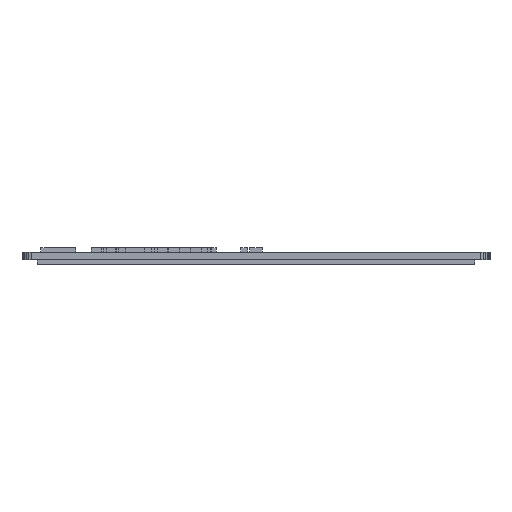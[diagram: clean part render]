
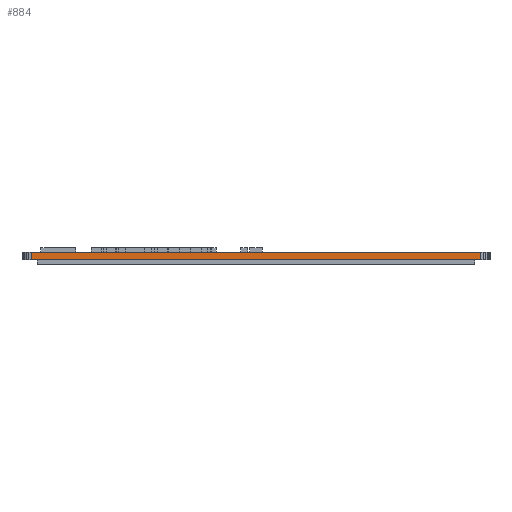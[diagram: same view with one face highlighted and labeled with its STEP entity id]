
A CAD part, left-side view. The second image highlights one B-rep face of the part: STEP entity #884.
In plain terms, the highlighted planar face has unit normal (-1, 0, 0).
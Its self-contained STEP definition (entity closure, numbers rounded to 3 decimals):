
#363 = PLANE('',#364);
#364 = AXIS2_PLACEMENT_3D('',#365,#366,#367);
#365 = CARTESIAN_POINT('',(80.,100.,1.6));
#366 = DIRECTION('',(0.,0.,-1.));
#367 = DIRECTION('',(-1.,0.,0.));
#417 = PLANE('',#418);
#418 = AXIS2_PLACEMENT_3D('',#419,#420,#421);
#419 = CARTESIAN_POINT('',(80.,100.,0.));
#420 = DIRECTION('',(0.,0.,-1.));
#421 = DIRECTION('',(-1.,0.,0.));
#776 = PLANE('',#777);
#777 = AXIS2_PLACEMENT_3D('',#778,#779,#780);
#778 = CARTESIAN_POINT('',(0.068,98.518,0.));
#779 = DIRECTION('',(0.991,-0.131,0.));
#780 = DIRECTION('',(-0.131,-0.991,0.));
#814 = VERTEX_POINT('',#815);
#815 = CARTESIAN_POINT('',(0.,98.,1.6));
#836 = EDGE_CURVE('',#837,#814,#839,.T.);
#837 = VERTEX_POINT('',#838);
#838 = CARTESIAN_POINT('',(0.,98.,0.));
#839 = SURFACE_CURVE('',#840,(#844,#851),.PCURVE_S1.);
#840 = LINE('',#841,#842);
#841 = CARTESIAN_POINT('',(0.,98.,0.));
#842 = VECTOR('',#843,1.);
#843 = DIRECTION('',(0.,0.,1.));
#844 = PCURVE('',#776,#845);
#845 = DEFINITIONAL_REPRESENTATION('',(#846),#850);
#846 = LINE('',#847,#848);
#847 = CARTESIAN_POINT('',(0.522,0.));
#848 = VECTOR('',#849,1.);
#849 = DIRECTION('',(0.,-1.));
#850 = ( GEOMETRIC_REPRESENTATION_CONTEXT(2) 
PARAMETRIC_REPRESENTATION_CONTEXT() REPRESENTATION_CONTEXT('2D SPACE',''
  ) );
#851 = PCURVE('',#852,#857);
#852 = PLANE('',#853);
#853 = AXIS2_PLACEMENT_3D('',#854,#855,#856);
#854 = CARTESIAN_POINT('',(0.,98.,0.));
#855 = DIRECTION('',(1.,0.,0.));
#856 = DIRECTION('',(0.,-1.,0.));
#857 = DEFINITIONAL_REPRESENTATION('',(#858),#862);
#858 = LINE('',#859,#860);
#859 = CARTESIAN_POINT('',(0.,0.));
#860 = VECTOR('',#861,1.);
#861 = DIRECTION('',(0.,-1.));
#862 = ( GEOMETRIC_REPRESENTATION_CONTEXT(2) 
PARAMETRIC_REPRESENTATION_CONTEXT() REPRESENTATION_CONTEXT('2D SPACE',''
  ) );
#884 = ADVANCED_FACE('',(#885),#852,.F.);
#885 = FACE_BOUND('',#886,.F.);
#886 = EDGE_LOOP('',(#887,#888,#911,#939));
#887 = ORIENTED_EDGE('',*,*,#836,.T.);
#888 = ORIENTED_EDGE('',*,*,#889,.T.);
#889 = EDGE_CURVE('',#814,#890,#892,.T.);
#890 = VERTEX_POINT('',#891);
#891 = CARTESIAN_POINT('',(0.,2.,1.6));
#892 = SURFACE_CURVE('',#893,(#897,#904),.PCURVE_S1.);
#893 = LINE('',#894,#895);
#894 = CARTESIAN_POINT('',(0.,98.,1.6));
#895 = VECTOR('',#896,1.);
#896 = DIRECTION('',(0.,-1.,0.));
#897 = PCURVE('',#852,#898);
#898 = DEFINITIONAL_REPRESENTATION('',(#899),#903);
#899 = LINE('',#900,#901);
#900 = CARTESIAN_POINT('',(0.,-1.6));
#901 = VECTOR('',#902,1.);
#902 = DIRECTION('',(1.,0.));
#903 = ( GEOMETRIC_REPRESENTATION_CONTEXT(2) 
PARAMETRIC_REPRESENTATION_CONTEXT() REPRESENTATION_CONTEXT('2D SPACE',''
  ) );
#904 = PCURVE('',#363,#905);
#905 = DEFINITIONAL_REPRESENTATION('',(#906),#910);
#906 = LINE('',#907,#908);
#907 = CARTESIAN_POINT('',(80.,-2.));
#908 = VECTOR('',#909,1.);
#909 = DIRECTION('',(0.,-1.));
#910 = ( GEOMETRIC_REPRESENTATION_CONTEXT(2) 
PARAMETRIC_REPRESENTATION_CONTEXT() REPRESENTATION_CONTEXT('2D SPACE',''
  ) );
#911 = ORIENTED_EDGE('',*,*,#912,.F.);
#912 = EDGE_CURVE('',#913,#890,#915,.T.);
#913 = VERTEX_POINT('',#914);
#914 = CARTESIAN_POINT('',(0.,2.,0.));
#915 = SURFACE_CURVE('',#916,(#920,#927),.PCURVE_S1.);
#916 = LINE('',#917,#918);
#917 = CARTESIAN_POINT('',(0.,2.,0.));
#918 = VECTOR('',#919,1.);
#919 = DIRECTION('',(0.,0.,1.));
#920 = PCURVE('',#852,#921);
#921 = DEFINITIONAL_REPRESENTATION('',(#922),#926);
#922 = LINE('',#923,#924);
#923 = CARTESIAN_POINT('',(96.,0.));
#924 = VECTOR('',#925,1.);
#925 = DIRECTION('',(0.,-1.));
#926 = ( GEOMETRIC_REPRESENTATION_CONTEXT(2) 
PARAMETRIC_REPRESENTATION_CONTEXT() REPRESENTATION_CONTEXT('2D SPACE',''
  ) );
#927 = PCURVE('',#928,#933);
#928 = PLANE('',#929);
#929 = AXIS2_PLACEMENT_3D('',#930,#931,#932);
#930 = CARTESIAN_POINT('',(0.,2.,0.));
#931 = DIRECTION('',(0.991,0.131,0.));
#932 = DIRECTION('',(0.131,-0.991,0.));
#933 = DEFINITIONAL_REPRESENTATION('',(#934),#938);
#934 = LINE('',#935,#936);
#935 = CARTESIAN_POINT('',(0.,0.));
#936 = VECTOR('',#937,1.);
#937 = DIRECTION('',(0.,-1.));
#938 = ( GEOMETRIC_REPRESENTATION_CONTEXT(2) 
PARAMETRIC_REPRESENTATION_CONTEXT() REPRESENTATION_CONTEXT('2D SPACE',''
  ) );
#939 = ORIENTED_EDGE('',*,*,#940,.F.);
#940 = EDGE_CURVE('',#837,#913,#941,.T.);
#941 = SURFACE_CURVE('',#942,(#946,#953),.PCURVE_S1.);
#942 = LINE('',#943,#944);
#943 = CARTESIAN_POINT('',(0.,98.,0.));
#944 = VECTOR('',#945,1.);
#945 = DIRECTION('',(0.,-1.,0.));
#946 = PCURVE('',#852,#947);
#947 = DEFINITIONAL_REPRESENTATION('',(#948),#952);
#948 = LINE('',#949,#950);
#949 = CARTESIAN_POINT('',(0.,0.));
#950 = VECTOR('',#951,1.);
#951 = DIRECTION('',(1.,0.));
#952 = ( GEOMETRIC_REPRESENTATION_CONTEXT(2) 
PARAMETRIC_REPRESENTATION_CONTEXT() REPRESENTATION_CONTEXT('2D SPACE',''
  ) );
#953 = PCURVE('',#417,#954);
#954 = DEFINITIONAL_REPRESENTATION('',(#955),#959);
#955 = LINE('',#956,#957);
#956 = CARTESIAN_POINT('',(80.,-2.));
#957 = VECTOR('',#958,1.);
#958 = DIRECTION('',(0.,-1.));
#959 = ( GEOMETRIC_REPRESENTATION_CONTEXT(2) 
PARAMETRIC_REPRESENTATION_CONTEXT() REPRESENTATION_CONTEXT('2D SPACE',''
  ) );
